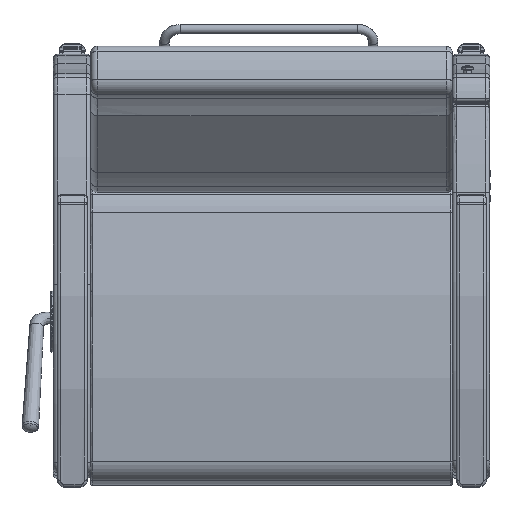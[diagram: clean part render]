
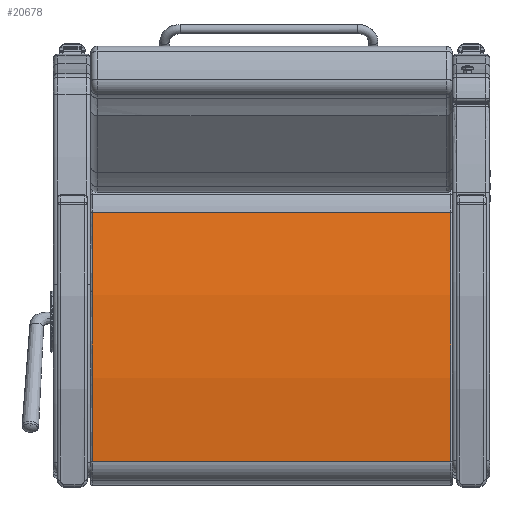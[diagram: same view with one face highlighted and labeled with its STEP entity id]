
A CAD part, front view. The second image highlights one B-rep face of the part: STEP entity #20678.
In plain terms, the highlighted free-form (B-spline) face has degree [3, 1] with [18, 2] control points.
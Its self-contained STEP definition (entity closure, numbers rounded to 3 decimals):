
#1299=ELLIPSE('',#23269,60.304,60.25);
#1301=ELLIPSE('',#23291,60.304,60.25);
#1341=B_SPLINE_SURFACE_WITH_KNOTS('',3,1,((#49965,#49966),(#49967,#49968),
(#49969,#49970),(#49971,#49972),(#49973,#49974),(#49975,#49976),(#49977,
#49978),(#49979,#49980),(#49981,#49982),(#49983,#49984),(#49985,#49986),
(#49987,#49988),(#49989,#49990),(#49991,#49992),(#49993,#49994),(#49995,
#49996),(#49997,#49998),(#49999,#50000)),.UNSPECIFIED.,.F.,.F.,.F.,(4,1,
1,1,1,1,1,1,1,1,1,1,1,1,1,4),(2,2),(-1.696,-1.668,
-1.64,-1.626,-1.599,-1.585,
-1.557,-1.543,-1.515,-1.501,-1.473,
-1.459,-1.431,-1.418,-1.39,
-1.362),(0.,110.49),.UNSPECIFIED.);
#3274=FACE_OUTER_BOUND('',#4568,.T.);
#4568=EDGE_LOOP('',(#18946,#18947,#18948,#18949));
#5967=LINE('',#49963,#7363);
#5968=LINE('',#50002,#7364);
#7363=VECTOR('',#29201,0.394);
#7364=VECTOR('',#29204,0.394);
#10519=VERTEX_POINT('',#49594);
#10520=VERTEX_POINT('',#49595);
#10539=VERTEX_POINT('',#49962);
#10540=VERTEX_POINT('',#50001);
#13497=EDGE_CURVE('',#10519,#10520,#1299,.T.);
#13526=EDGE_CURVE('',#10539,#10520,#5967,.T.);
#13528=EDGE_CURVE('',#10540,#10519,#5968,.T.);
#13529=EDGE_CURVE('',#10539,#10540,#1301,.T.);
#18946=ORIENTED_EDGE('',*,*,#13497,.F.);
#18947=ORIENTED_EDGE('',*,*,#13528,.F.);
#18948=ORIENTED_EDGE('',*,*,#13529,.F.);
#18949=ORIENTED_EDGE('',*,*,#13526,.T.);
#20678=ADVANCED_FACE('',(#3274),#1341,.T.);
#23269=AXIS2_PLACEMENT_3D('',#49596,#29150,#29151);
#23291=AXIS2_PLACEMENT_3D('',#50003,#29205,#29206);
#29150=DIRECTION('center_axis',(0.,0.,
-1.));
#29151=DIRECTION('ref_axis',(1.,0.,0.));
#29201=DIRECTION('',(0.,0.,-1.));
#29204=DIRECTION('',(0.,0.,-1.));
#29205=DIRECTION('center_axis',(0.,0.,1.));
#29206=DIRECTION('ref_axis',(1.,0.,0.));
#49594=CARTESIAN_POINT('',(3.609,-1.684,0.124));
#49595=CARTESIAN_POINT('',(23.658,-2.523,0.124));
#49596=CARTESIAN_POINT('Origin',(11.145,-61.462,0.124));
#49962=CARTESIAN_POINT('',(23.658,-2.523,28.876));
#49963=CARTESIAN_POINT('',(23.658,-2.523,29.));
#49965=CARTESIAN_POINT('Ctrl Pts',(3.609,-1.684,29.));
#49966=CARTESIAN_POINT('Ctrl Pts',(3.609,-1.684,-14.5));
#49967=CARTESIAN_POINT('Ctrl Pts',(4.165,-1.614,29.));
#49968=CARTESIAN_POINT('Ctrl Pts',(4.165,-1.614,-14.5));
#49969=CARTESIAN_POINT('Ctrl Pts',(5.278,-1.49,29.));
#49970=CARTESIAN_POINT('Ctrl Pts',(5.278,-1.49,-14.5));
#49971=CARTESIAN_POINT('Ctrl Pts',(6.673,-1.373,29.));
#49972=CARTESIAN_POINT('Ctrl Pts',(6.673,-1.373,-14.5));
#49973=CARTESIAN_POINT('Ctrl Pts',(8.071,-1.285,29.));
#49974=CARTESIAN_POINT('Ctrl Pts',(8.071,-1.285,-14.5));
#49975=CARTESIAN_POINT('Ctrl Pts',(9.19,-1.239,29.));
#49976=CARTESIAN_POINT('Ctrl Pts',(9.19,-1.239,-14.5));
#49977=CARTESIAN_POINT('Ctrl Pts',(10.59,-1.21,29.));
#49978=CARTESIAN_POINT('Ctrl Pts',(10.59,-1.21,-14.5));
#49979=CARTESIAN_POINT('Ctrl Pts',(11.71,-1.21,29.));
#49980=CARTESIAN_POINT('Ctrl Pts',(11.71,-1.21,-14.5));
#49981=CARTESIAN_POINT('Ctrl Pts',(13.11,-1.239,29.));
#49982=CARTESIAN_POINT('Ctrl Pts',(13.11,-1.239,-14.5));
#49983=CARTESIAN_POINT('Ctrl Pts',(14.229,-1.286,29.));
#49984=CARTESIAN_POINT('Ctrl Pts',(14.229,-1.286,-14.5));
#49985=CARTESIAN_POINT('Ctrl Pts',(15.626,-1.374,29.));
#49986=CARTESIAN_POINT('Ctrl Pts',(15.626,-1.374,-14.5));
#49987=CARTESIAN_POINT('Ctrl Pts',(16.742,-1.467,29.));
#49988=CARTESIAN_POINT('Ctrl Pts',(16.742,-1.467,-14.5));
#49989=CARTESIAN_POINT('Ctrl Pts',(18.135,-1.613,29.));
#49990=CARTESIAN_POINT('Ctrl Pts',(18.135,-1.613,-14.5));
#49991=CARTESIAN_POINT('Ctrl Pts',(19.246,-1.753,29.));
#49992=CARTESIAN_POINT('Ctrl Pts',(19.246,-1.753,-14.5));
#49993=CARTESIAN_POINT('Ctrl Pts',(20.631,-1.957,29.));
#49994=CARTESIAN_POINT('Ctrl Pts',(20.631,-1.957,-14.5));
#49995=CARTESIAN_POINT('Ctrl Pts',(22.012,-2.19,29.));
#49996=CARTESIAN_POINT('Ctrl Pts',(22.012,-2.19,-14.5));
#49997=CARTESIAN_POINT('Ctrl Pts',(23.111,-2.407,29.));
#49998=CARTESIAN_POINT('Ctrl Pts',(23.111,-2.407,-14.5));
#49999=CARTESIAN_POINT('Ctrl Pts',(23.658,-2.523,29.));
#50000=CARTESIAN_POINT('Ctrl Pts',(23.658,-2.523,-14.5));
#50001=CARTESIAN_POINT('',(3.609,-1.684,28.876));
#50002=CARTESIAN_POINT('',(3.609,-1.684,29.));
#50003=CARTESIAN_POINT('Origin',(11.145,-61.462,28.876));
